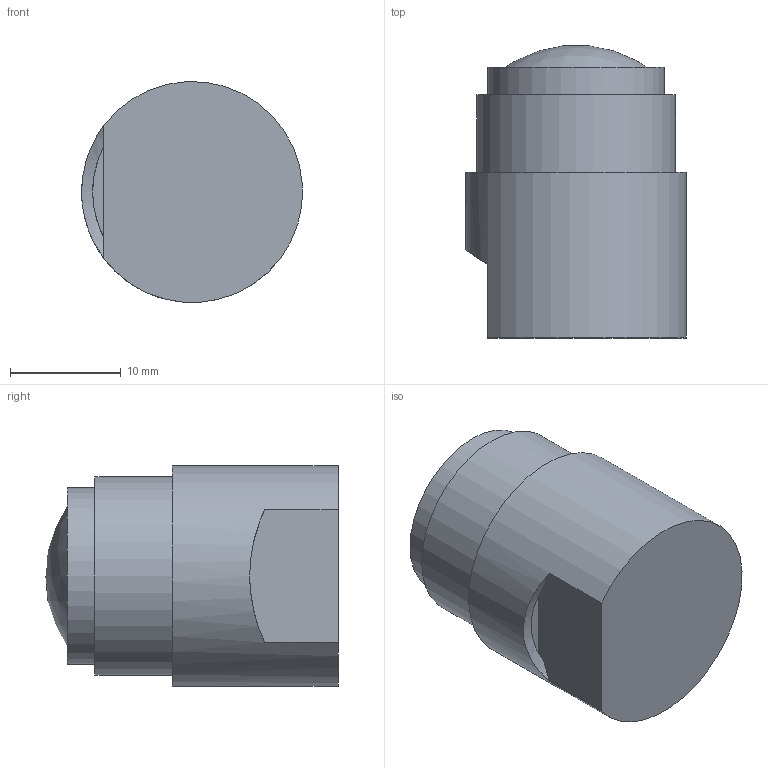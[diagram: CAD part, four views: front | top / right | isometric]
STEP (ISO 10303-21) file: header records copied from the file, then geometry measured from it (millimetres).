
FILE_DESCRIPTION(/* description */ (''),/* implementation_level */ '2;1');
FILE_NAME(/* name */ 'button 3.stp',/* time_stamp */ '2022-08-16T10:24:49-04:00',/* author */ ('turbo'),/* organization */ (''),/* preprocessor_version */ 'ST-DEVELOPER v18.1',/* originating_system */ 'Autodesk Inventor 2022',/* authorisation */ '');
FILE_SCHEMA (('AUTOMOTIVE_DESIGN { 1 0 10303 214 3 1 1 }'));
Length unit declared in the file: millimetre
Products named in the file (1): button 3
Bounding box: 19.99 x 26.44 x 19.97 mm (x, y, z)
Volume: 7002.1 mm3; surface area: 2102.4 mm2
Topology: 1 solids, 1 shells, 13 faces, 25 edges, 17 vertices
Faces by surface type: cylinder 6, plane 6, sphere 1
Full cylindrical faces by diameter (mm): 16 x1, 18 x1, 20 x1
Entity records: 432 total; most frequent: CARTESIAN_POINT 77, DIRECTION 61, ORIENTED_EDGE 50, AXIS2_PLACEMENT_3D 26, EDGE_CURVE 25, VERTEX_POINT 17, EDGE_LOOP 16, FACE_OUTER_BOUND 13
